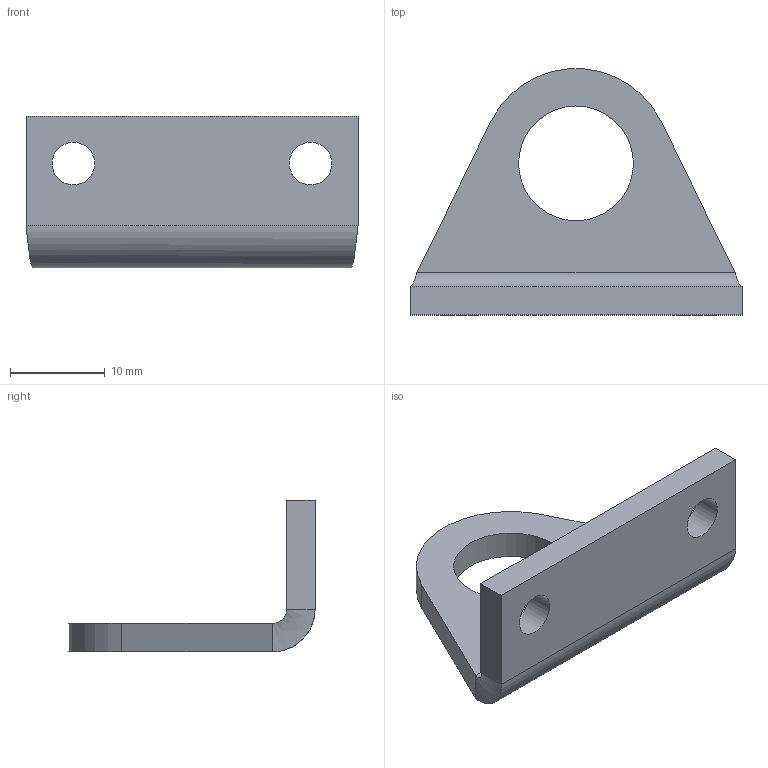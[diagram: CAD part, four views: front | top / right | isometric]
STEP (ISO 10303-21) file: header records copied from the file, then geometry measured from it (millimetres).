
FILE_DESCRIPTION((''),'2;1');
FILE_NAME('MPBI008.010.stp','2014-12-22T11:31:17',('carlo.corazza'),(''),'Autodesk Inventor 2012','Autodesk Inventor 2012','');
FILE_SCHEMA(('AUTOMOTIVE_DESIGN { 1 0 10303 214 1 1 1 1 }'));
Length unit declared in the file: millimetre
Products named in the file (1): MPBI008.010
Bounding box: 35 x 25.96 x 16 mm (x, y, z)
Volume: 2695.4 mm3; surface area: 2371.7 mm2
Topology: 1 solids, 1 shells, 17 faces, 39 edges, 24 vertices
Faces by surface type: plane 9, cylinder 6, bspline 2
Full cylindrical faces by diameter (mm): 4.5 x2, 12.1 x1
Entity records: 526 total; most frequent: CARTESIAN_POINT 136, DIRECTION 70, ORIENTED_EDGE 68, EDGE_CURVE 34, EDGE_LOOP 26, AXIS2_PLACEMENT_3D 24, VERTEX_POINT 22, VECTOR 22
